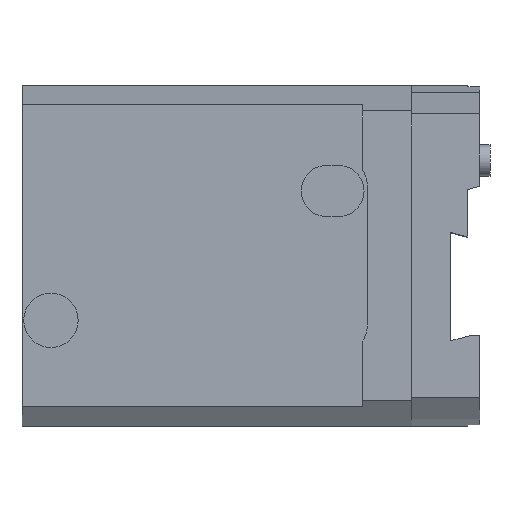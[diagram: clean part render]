
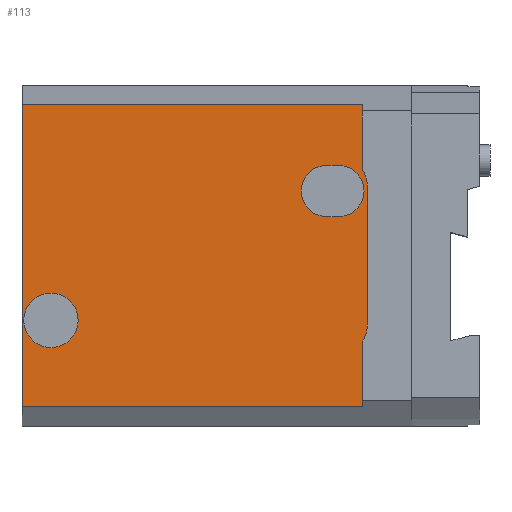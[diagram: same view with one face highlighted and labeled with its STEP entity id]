
A CAD part, top view. The second image highlights one B-rep face of the part: STEP entity #113.
In plain terms, the highlighted planar face has unit normal (0, 0, 1).
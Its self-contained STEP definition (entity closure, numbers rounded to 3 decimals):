
#39=FACE_BOUND('',#287,.T.);
#40=FACE_BOUND('',#288,.T.);
#41=FACE_BOUND('',#289,.T.);
#70=CIRCLE('',#1299,7.5);
#72=CIRCLE('',#1302,10.5);
#73=CIRCLE('',#1303,10.5);
#74=CIRCLE('',#1304,8.);
#75=CIRCLE('',#1305,7.5);
#113=ADVANCED_FACE('',(#39,#40,#41),#169,.F.);
#169=PLANE('',#1306);
#287=EDGE_LOOP('',(#515,#516,#517,#518,#519,#520,#521,#522));
#288=EDGE_LOOP('',(#523));
#289=EDGE_LOOP('',(#524,#525,#526,#527));
#515=ORIENTED_EDGE('',*,*,#879,.T.);
#516=ORIENTED_EDGE('',*,*,#864,.T.);
#517=ORIENTED_EDGE('',*,*,#880,.F.);
#518=ORIENTED_EDGE('',*,*,#881,.F.);
#519=ORIENTED_EDGE('',*,*,#882,.F.);
#520=ORIENTED_EDGE('',*,*,#866,.T.);
#521=ORIENTED_EDGE('',*,*,#883,.T.);
#522=ORIENTED_EDGE('',*,*,#884,.T.);
#523=ORIENTED_EDGE('',*,*,#885,.T.);
#524=ORIENTED_EDGE('',*,*,#875,.F.);
#525=ORIENTED_EDGE('',*,*,#886,.F.);
#526=ORIENTED_EDGE('',*,*,#887,.F.);
#527=ORIENTED_EDGE('',*,*,#888,.F.);
#721=VERTEX_POINT('',#1865);
#723=VERTEX_POINT('',#1869);
#725=VERTEX_POINT('',#1874);
#726=VERTEX_POINT('',#1876);
#732=VERTEX_POINT('',#1893);
#733=VERTEX_POINT('',#1894);
#736=VERTEX_POINT('',#1902);
#737=VERTEX_POINT('',#1904);
#738=VERTEX_POINT('',#1906);
#739=VERTEX_POINT('',#1909);
#740=VERTEX_POINT('',#1912);
#741=VERTEX_POINT('',#1914);
#742=VERTEX_POINT('',#1916);
#864=EDGE_CURVE('',#721,#723,#1017,.T.);
#866=EDGE_CURVE('',#726,#725,#1019,.T.);
#875=EDGE_CURVE('',#732,#733,#70,.T.);
#879=EDGE_CURVE('',#736,#721,#72,.T.);
#880=EDGE_CURVE('',#737,#723,#1028,.T.);
#881=EDGE_CURVE('',#738,#737,#1029,.T.);
#882=EDGE_CURVE('',#726,#738,#1030,.T.);
#883=EDGE_CURVE('',#725,#739,#73,.T.);
#884=EDGE_CURVE('',#739,#736,#1031,.T.);
#885=EDGE_CURVE('',#740,#740,#74,.T.);
#886=EDGE_CURVE('',#741,#732,#1032,.T.);
#887=EDGE_CURVE('',#742,#741,#75,.T.);
#888=EDGE_CURVE('',#733,#742,#1033,.T.);
#1017=LINE('',#1870,#1160);
#1019=LINE('',#1875,#1162);
#1028=LINE('',#1903,#1171);
#1029=LINE('',#1905,#1172);
#1030=LINE('',#1907,#1173);
#1031=LINE('',#1910,#1174);
#1032=LINE('',#1913,#1175);
#1033=LINE('',#1917,#1176);
#1160=VECTOR('',#1520,1.);
#1162=VECTOR('',#1524,1.);
#1171=VECTOR('',#1549,1.);
#1172=VECTOR('',#1550,1.);
#1173=VECTOR('',#1551,1.);
#1174=VECTOR('',#1554,1.);
#1175=VECTOR('',#1557,1.);
#1176=VECTOR('',#1560,1.);
#1299=AXIS2_PLACEMENT_3D('',#1892,#1539,#1540);
#1302=AXIS2_PLACEMENT_3D('',#1901,#1547,#1548);
#1303=AXIS2_PLACEMENT_3D('',#1908,#1552,#1553);
#1304=AXIS2_PLACEMENT_3D('',#1911,#1555,#1556);
#1305=AXIS2_PLACEMENT_3D('',#1915,#1558,#1559);
#1306=AXIS2_PLACEMENT_3D('',#1918,#1561,#1562);
#1520=DIRECTION('',(0.,1.,0.));
#1524=DIRECTION('',(0.,1.,0.));
#1539=DIRECTION('',(0.,0.,1.));
#1540=DIRECTION('',(-1.,0.,0.));
#1547=DIRECTION('',(0.,0.,1.));
#1548=DIRECTION('',(1.,0.,0.));
#1549=DIRECTION('',(1.,0.,0.));
#1550=DIRECTION('',(0.,1.,0.));
#1551=DIRECTION('',(-1.,0.,0.));
#1552=DIRECTION('',(0.,0.,1.));
#1553=DIRECTION('',(-1.,0.,0.));
#1554=DIRECTION('',(0.,1.,0.));
#1555=DIRECTION('',(0.,0.,-1.));
#1556=DIRECTION('',(-1.,0.,0.));
#1557=DIRECTION('',(1.,0.,0.));
#1558=DIRECTION('',(0.,0.,1.));
#1559=DIRECTION('',(-1.,0.,0.));
#1560=DIRECTION('',(-1.,0.,0.));
#1561=DIRECTION('',(0.,0.,-1.));
#1562=DIRECTION('',(1.,0.,0.));
#1865=CARTESIAN_POINT('',(0.,25.408,0.));
#1869=CARTESIAN_POINT('',(0.,44.376,0.));
#1870=CARTESIAN_POINT('',(0.,-184.868,0.));
#1874=CARTESIAN_POINT('',(0.,-25.408,0.));
#1875=CARTESIAN_POINT('',(0.,-184.868,0.));
#1876=CARTESIAN_POINT('',(0.,-44.376,0.));
#1892=CARTESIAN_POINT('',(-7.,19.,0.));
#1893=CARTESIAN_POINT('',(-7.,11.5,0.));
#1894=CARTESIAN_POINT('',(-7.,26.5,0.));
#1901=CARTESIAN_POINT('',(-9.,20.,0.));
#1902=CARTESIAN_POINT('',(1.5,20.,0.));
#1903=CARTESIAN_POINT('',(-100.,44.376,0.));
#1904=CARTESIAN_POINT('',(-100.,44.376,0.));
#1905=CARTESIAN_POINT('',(-100.,-184.868,0.));
#1906=CARTESIAN_POINT('',(-100.,-44.376,0.));
#1907=CARTESIAN_POINT('',(-100.,-44.376,0.));
#1908=CARTESIAN_POINT('',(-9.,-20.,0.));
#1909=CARTESIAN_POINT('',(1.5,-20.,0.));
#1910=CARTESIAN_POINT('',(1.5,-20.,0.));
#1911=CARTESIAN_POINT('',(-91.5,-19.,0.));
#1912=CARTESIAN_POINT('',(-99.5,-19.,0.));
#1913=CARTESIAN_POINT('',(-100.,11.5,0.));
#1914=CARTESIAN_POINT('',(-10.5,11.5,0.));
#1915=CARTESIAN_POINT('',(-10.5,19.,0.));
#1916=CARTESIAN_POINT('',(-10.5,26.5,0.));
#1917=CARTESIAN_POINT('',(-100.,26.5,0.));
#1918=CARTESIAN_POINT('',(-100.,-184.868,0.));
